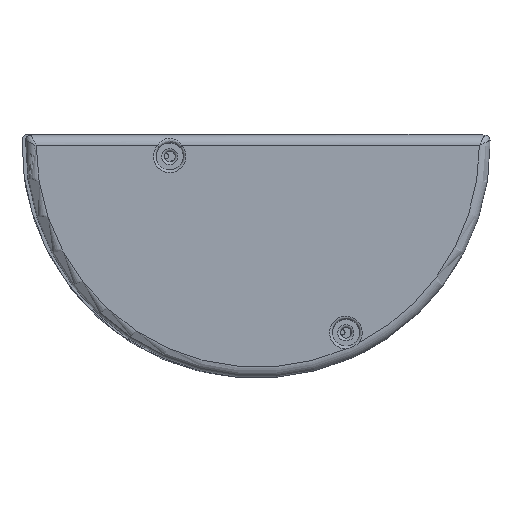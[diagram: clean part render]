
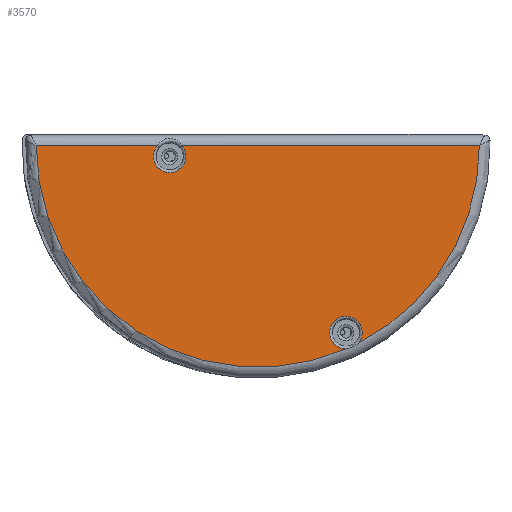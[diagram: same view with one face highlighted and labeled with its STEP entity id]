
A CAD part, top view. The second image highlights one B-rep face of the part: STEP entity #3570.
In plain terms, the highlighted planar face has unit normal (0, 0, 1).
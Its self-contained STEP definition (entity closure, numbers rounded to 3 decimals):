
#161=LINE('',#5683,#341);
#162=LINE('',#5692,#342);
#341=VECTOR('',#4384,10.);
#342=VECTOR('',#4393,10.);
#521=PLANE('',#3849);
#687=FACE_OUTER_BOUND('',#935,.T.);
#935=EDGE_LOOP('',(#2397,#2398,#2399,#2400,#2401,#2402,#2403));
#1203=CIRCLE('',#3848,3.05);
#1204=CIRCLE('',#3850,41.5);
#1205=CIRCLE('',#3851,3.05);
#1206=CIRCLE('',#3852,3.05);
#1207=CIRCLE('',#3853,41.5);
#1496=VERTEX_POINT('',#5599);
#1500=VERTEX_POINT('',#5606);
#1501=VERTEX_POINT('',#5682);
#1502=VERTEX_POINT('',#5684);
#1503=VERTEX_POINT('',#5686);
#1504=VERTEX_POINT('',#5688);
#1505=VERTEX_POINT('',#5690);
#1829=EDGE_CURVE('',#1500,#1496,#1203,.T.);
#1832=EDGE_CURVE('',#1501,#1500,#161,.T.);
#1833=EDGE_CURVE('',#1502,#1501,#1204,.T.);
#1834=EDGE_CURVE('',#1503,#1502,#1205,.T.);
#1835=EDGE_CURVE('',#1504,#1503,#1206,.T.);
#1836=EDGE_CURVE('',#1505,#1504,#1207,.T.);
#1837=EDGE_CURVE('',#1496,#1505,#162,.T.);
#2397=ORIENTED_EDGE('',*,*,#1829,.F.);
#2398=ORIENTED_EDGE('',*,*,#1832,.F.);
#2399=ORIENTED_EDGE('',*,*,#1833,.F.);
#2400=ORIENTED_EDGE('',*,*,#1834,.F.);
#2401=ORIENTED_EDGE('',*,*,#1835,.F.);
#2402=ORIENTED_EDGE('',*,*,#1836,.F.);
#2403=ORIENTED_EDGE('',*,*,#1837,.F.);
#3570=ADVANCED_FACE('',(#687),#521,.T.);
#3848=AXIS2_PLACEMENT_3D('',#5608,#4380,#4381);
#3849=AXIS2_PLACEMENT_3D('',#5681,#4382,#4383);
#3850=AXIS2_PLACEMENT_3D('',#5685,#4385,#4386);
#3851=AXIS2_PLACEMENT_3D('',#5687,#4387,#4388);
#3852=AXIS2_PLACEMENT_3D('',#5689,#4389,#4390);
#3853=AXIS2_PLACEMENT_3D('',#5691,#4391,#4392);
#4380=DIRECTION('center_axis',(0.,0.,1.));
#4381=DIRECTION('ref_axis',(0.,-1.,0.));
#4382=DIRECTION('center_axis',(0.,0.,1.));
#4383=DIRECTION('ref_axis',(1.,0.,0.));
#4384=DIRECTION('',(1.,0.,0.));
#4385=DIRECTION('center_axis',(0.,0.,-1.));
#4386=DIRECTION('ref_axis',(0.,-1.,0.));
#4387=DIRECTION('center_axis',(0.,0.,1.));
#4388=DIRECTION('ref_axis',(-1.,0.,0.));
#4389=DIRECTION('center_axis',(0.,0.,1.));
#4390=DIRECTION('ref_axis',(-1.,0.,0.));
#4391=DIRECTION('center_axis',(0.,0.,-1.));
#4392=DIRECTION('ref_axis',(0.,-1.,0.));
#4393=DIRECTION('',(1.,0.,0.));
#5599=CARTESIAN_POINT('',(0.803,33.5,55.));
#5606=CARTESIAN_POINT('',(-3.803,33.5,55.));
#5608=CARTESIAN_POINT('Origin',(-1.5,31.5,55.));
#5681=CARTESIAN_POINT('Origin',(15.,12.75,55.));
#5682=CARTESIAN_POINT('',(-26.5,33.5,55.));
#5683=CARTESIAN_POINT('',(36.727,33.5,55.));
#5684=CARTESIAN_POINT('',(31.568,-4.549,55.));
#5685=CARTESIAN_POINT('Origin',(15.,33.5,55.));
#5686=CARTESIAN_POINT('',(34.55,-1.5,55.));
#5687=CARTESIAN_POINT('Origin',(31.5,-1.5,55.));
#5688=CARTESIAN_POINT('',(33.809,-3.493,55.));
#5689=CARTESIAN_POINT('Origin',(31.5,-1.5,55.));
#5690=CARTESIAN_POINT('',(56.5,33.5,55.));
#5691=CARTESIAN_POINT('Origin',(15.,33.5,55.));
#5692=CARTESIAN_POINT('',(36.727,33.5,55.));
